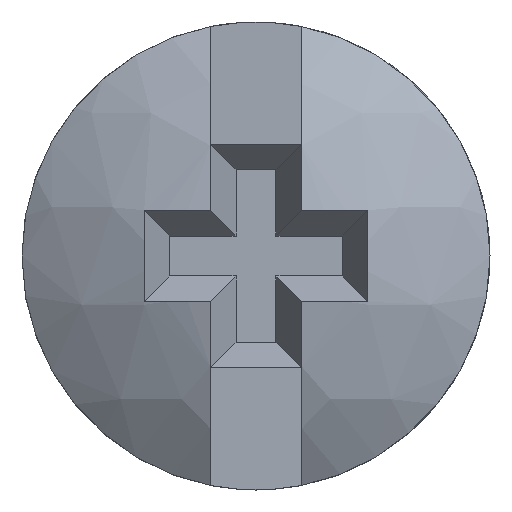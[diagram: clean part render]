
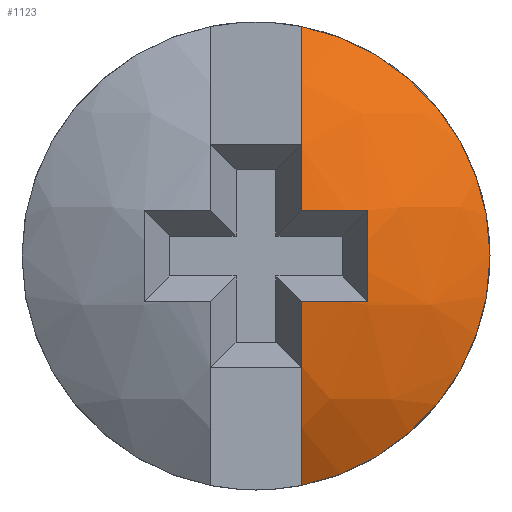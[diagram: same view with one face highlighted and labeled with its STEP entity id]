
A CAD part, left-side view. The second image highlights one B-rep face of the part: STEP entity #1123.
In plain terms, the highlighted spherical face has radius 9.633 mm.
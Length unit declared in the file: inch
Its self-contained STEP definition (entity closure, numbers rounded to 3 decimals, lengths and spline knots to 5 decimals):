
#330=FACE_OUTER_BOUND('',#404,.T.);
#404=EDGE_LOOP('',(#799,#800,#801,#802,#803,#804));
#485=CIRCLE('',#1229,0.36457);
#486=CIRCLE('',#1230,0.37684);
#487=CIRCLE('',#1231,0.37684);
#488=CIRCLE('',#1232,0.21875);
#489=CIRCLE('',#1233,0.37684);
#490=CIRCLE('',#1234,0.37684);
#524=VERTEX_POINT('',#1656);
#525=VERTEX_POINT('',#1657);
#526=VERTEX_POINT('',#1659);
#527=VERTEX_POINT('',#1661);
#528=VERTEX_POINT('',#1663);
#529=VERTEX_POINT('',#1665);
#630=EDGE_CURVE('',#524,#525,#485,.T.);
#631=EDGE_CURVE('',#526,#524,#486,.T.);
#632=EDGE_CURVE('',#526,#527,#487,.T.);
#633=EDGE_CURVE('',#527,#528,#488,.T.);
#634=EDGE_CURVE('',#528,#529,#489,.T.);
#635=EDGE_CURVE('',#525,#529,#490,.T.);
#799=ORIENTED_EDGE('',*,*,#630,.F.);
#800=ORIENTED_EDGE('',*,*,#631,.F.);
#801=ORIENTED_EDGE('',*,*,#632,.T.);
#802=ORIENTED_EDGE('',*,*,#633,.T.);
#803=ORIENTED_EDGE('',*,*,#634,.T.);
#804=ORIENTED_EDGE('',*,*,#635,.F.);
#1119=SPHERICAL_SURFACE('',#1228,0.37925);
#1123=ADVANCED_FACE('',(#330),#1119,.F.);
#1228=AXIS2_PLACEMENT_3D('',#1655,#1340,#1341);
#1229=AXIS2_PLACEMENT_3D('',#1658,#1342,#1343);
#1230=AXIS2_PLACEMENT_3D('',#1660,#1344,#1345);
#1231=AXIS2_PLACEMENT_3D('',#1662,#1346,#1347);
#1232=AXIS2_PLACEMENT_3D('',#1664,#1348,#1349);
#1233=AXIS2_PLACEMENT_3D('',#1666,#1350,#1351);
#1234=AXIS2_PLACEMENT_3D('',#1667,#1352,#1353);
#1340=DIRECTION('center_axis',(0.,0.,1.));
#1341=DIRECTION('ref_axis',(0.,1.,0.));
#1342=DIRECTION('center_axis',(0.,-1.,0.));
#1343=DIRECTION('ref_axis',(-0.993,0.,0.117));
#1344=DIRECTION('center_axis',(0.,0.,1.));
#1345=DIRECTION('ref_axis',(-0.994,-0.113,0.));
#1346=DIRECTION('center_axis',(0.,1.,0.));
#1347=DIRECTION('ref_axis',(-0.994,0.,0.113));
#1348=DIRECTION('center_axis',(1.,0.,0.));
#1349=DIRECTION('ref_axis',(0.,-1.,0.));
#1350=DIRECTION('center_axis',(0.,1.,0.));
#1351=DIRECTION('ref_axis',(-0.822,0.,-0.569));
#1352=DIRECTION('center_axis',(0.,0.,-1.));
#1353=DIRECTION('ref_axis',(-0.961,-0.277,0.));
#1655=CARTESIAN_POINT('Origin',(-0.99575,0.,0.));
#1656=CARTESIAN_POINT('',(-1.3578,-0.1045,0.04275));
#1657=CARTESIAN_POINT('',(-1.3578,-0.1045,-0.04275));
#1658=CARTESIAN_POINT('Origin',(-0.99575,-0.1045,0.));
#1659=CARTESIAN_POINT('',(-1.37015,-0.04275,0.04275));
#1660=CARTESIAN_POINT('Origin',(-0.99575,0.,0.04275));
#1661=CARTESIAN_POINT('',(-1.30556,-0.04275,0.21453));
#1662=CARTESIAN_POINT('Origin',(-0.99575,-0.04275,0.));
#1663=CARTESIAN_POINT('',(-1.30556,-0.04275,-0.21453));
#1664=CARTESIAN_POINT('Origin',(-1.30556,0.,0.));
#1665=CARTESIAN_POINT('',(-1.37015,-0.04275,-0.04275));
#1666=CARTESIAN_POINT('Origin',(-0.99575,-0.04275,0.));
#1667=CARTESIAN_POINT('Origin',(-0.99575,0.,-0.04275));
